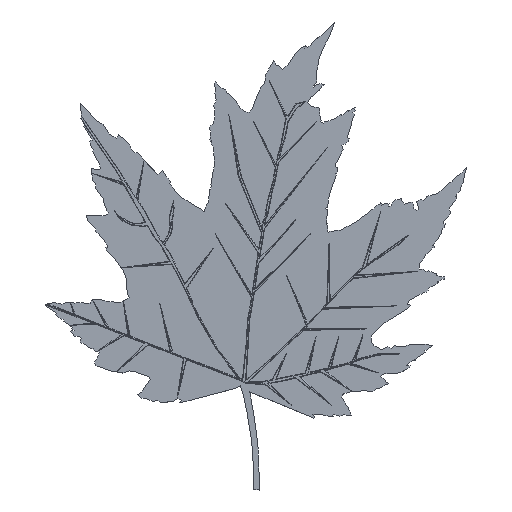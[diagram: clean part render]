
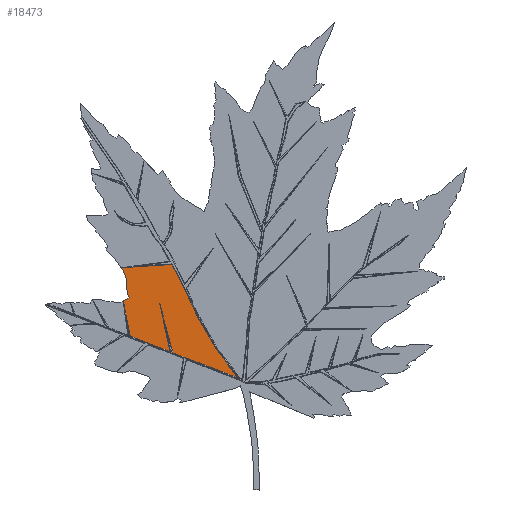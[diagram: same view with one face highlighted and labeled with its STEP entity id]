
A CAD part, top view. The second image highlights one B-rep face of the part: STEP entity #18473.
In plain terms, the highlighted planar face has unit normal (0, 0, 1).
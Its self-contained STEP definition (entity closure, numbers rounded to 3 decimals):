
#503=PLANE('',#19669);
#1481=FACE_OUTER_BOUND('',#2452,.T.);
#2452=EDGE_LOOP('',(#15822,#15823,#15824,#15825,#15826,#15827,#15828,#15829,
#15830,#15831,#15832,#15833,#15834,#15835,#15836,#15837,#15838));
#4765=LINE('',#28985,#7219);
#4767=LINE('',#28989,#7221);
#4769=LINE('',#28993,#7223);
#4771=LINE('',#28997,#7225);
#4773=LINE('',#29001,#7227);
#4775=LINE('',#29005,#7229);
#4777=LINE('',#29009,#7231);
#4779=LINE('',#29013,#7233);
#4781=LINE('',#29017,#7235);
#4783=LINE('',#29021,#7237);
#4920=LINE('',#29296,#7374);
#4921=LINE('',#29298,#7375);
#4922=LINE('',#29300,#7376);
#4923=LINE('',#29302,#7377);
#4924=LINE('',#29304,#7378);
#4925=LINE('',#29306,#7379);
#4926=LINE('',#29307,#7380);
#7219=VECTOR('',#23495,10.);
#7221=VECTOR('',#23499,10.);
#7223=VECTOR('',#23503,10.);
#7225=VECTOR('',#23507,10.);
#7227=VECTOR('',#23511,10.);
#7229=VECTOR('',#23515,10.);
#7231=VECTOR('',#23519,10.);
#7233=VECTOR('',#23523,10.);
#7235=VECTOR('',#23527,10.);
#7237=VECTOR('',#23531,10.);
#7374=VECTOR('',#23750,10.);
#7375=VECTOR('',#23751,10.);
#7376=VECTOR('',#23752,10.);
#7377=VECTOR('',#23753,10.);
#7378=VECTOR('',#23754,10.);
#7379=VECTOR('',#23755,10.);
#7380=VECTOR('',#23756,10.);
#9240=VERTEX_POINT('',#28979);
#9241=VERTEX_POINT('',#28983);
#9242=VERTEX_POINT('',#28987);
#9243=VERTEX_POINT('',#28991);
#9244=VERTEX_POINT('',#28995);
#9245=VERTEX_POINT('',#28999);
#9246=VERTEX_POINT('',#29003);
#9247=VERTEX_POINT('',#29007);
#9248=VERTEX_POINT('',#29011);
#9249=VERTEX_POINT('',#29015);
#9250=VERTEX_POINT('',#29019);
#9347=VERTEX_POINT('',#29295);
#9348=VERTEX_POINT('',#29297);
#9349=VERTEX_POINT('',#29299);
#9350=VERTEX_POINT('',#29301);
#9351=VERTEX_POINT('',#29303);
#9352=VERTEX_POINT('',#29305);
#11594=EDGE_CURVE('',#9240,#9241,#4765,.T.);
#11596=EDGE_CURVE('',#9241,#9242,#4767,.T.);
#11598=EDGE_CURVE('',#9242,#9243,#4769,.T.);
#11600=EDGE_CURVE('',#9243,#9244,#4771,.T.);
#11602=EDGE_CURVE('',#9244,#9245,#4773,.T.);
#11604=EDGE_CURVE('',#9245,#9246,#4775,.T.);
#11606=EDGE_CURVE('',#9246,#9247,#4777,.T.);
#11608=EDGE_CURVE('',#9247,#9248,#4779,.T.);
#11610=EDGE_CURVE('',#9248,#9249,#4781,.T.);
#11612=EDGE_CURVE('',#9249,#9250,#4783,.T.);
#11749=EDGE_CURVE('',#9250,#9347,#4920,.T.);
#11750=EDGE_CURVE('',#9347,#9348,#4921,.T.);
#11751=EDGE_CURVE('',#9348,#9349,#4922,.T.);
#11752=EDGE_CURVE('',#9349,#9350,#4923,.T.);
#11753=EDGE_CURVE('',#9350,#9351,#4924,.T.);
#11754=EDGE_CURVE('',#9351,#9352,#4925,.T.);
#11755=EDGE_CURVE('',#9352,#9240,#4926,.T.);
#15822=ORIENTED_EDGE('',*,*,#11612,.T.);
#15823=ORIENTED_EDGE('',*,*,#11749,.T.);
#15824=ORIENTED_EDGE('',*,*,#11750,.T.);
#15825=ORIENTED_EDGE('',*,*,#11751,.T.);
#15826=ORIENTED_EDGE('',*,*,#11752,.T.);
#15827=ORIENTED_EDGE('',*,*,#11753,.T.);
#15828=ORIENTED_EDGE('',*,*,#11754,.T.);
#15829=ORIENTED_EDGE('',*,*,#11755,.T.);
#15830=ORIENTED_EDGE('',*,*,#11594,.T.);
#15831=ORIENTED_EDGE('',*,*,#11596,.T.);
#15832=ORIENTED_EDGE('',*,*,#11598,.T.);
#15833=ORIENTED_EDGE('',*,*,#11600,.T.);
#15834=ORIENTED_EDGE('',*,*,#11602,.T.);
#15835=ORIENTED_EDGE('',*,*,#11604,.T.);
#15836=ORIENTED_EDGE('',*,*,#11606,.T.);
#15837=ORIENTED_EDGE('',*,*,#11608,.T.);
#15838=ORIENTED_EDGE('',*,*,#11610,.T.);
#18473=ADVANCED_FACE('',(#1481),#503,.T.);
#19669=AXIS2_PLACEMENT_3D('',#29294,#23748,#23749);
#23495=DIRECTION('',(0.2,-0.98,0.));
#23499=DIRECTION('',(0.932,-0.363,0.));
#23503=DIRECTION('',(-0.207,0.978,0.));
#23507=DIRECTION('',(0.257,-0.966,0.));
#23511=DIRECTION('',(0.932,-0.363,0.));
#23515=DIRECTION('',(-0.606,0.796,0.));
#23519=DIRECTION('',(-0.498,0.867,0.));
#23523=DIRECTION('',(-0.429,0.903,0.));
#23527=DIRECTION('',(-0.498,0.867,0.));
#23531=DIRECTION('',(-0.998,-0.064,0.));
#23748=DIRECTION('center_axis',(0.,0.,1.));
#23749=DIRECTION('ref_axis',(1.,0.,0.));
#23750=DIRECTION('',(0.596,-0.803,0.));
#23751=DIRECTION('',(0.348,-0.938,0.));
#23752=DIRECTION('',(0.,-1.,0.));
#23753=DIRECTION('',(0.064,-0.998,0.));
#23754=DIRECTION('',(0.348,-0.938,0.));
#23755=DIRECTION('',(-0.803,-0.596,0.));
#23756=DIRECTION('',(-0.886,-0.463,0.));
#28979=CARTESIAN_POINT('',(50.424,16.969,3.));
#28983=CARTESIAN_POINT('',(51.108,13.614,3.));
#28985=CARTESIAN_POINT('',(50.599,16.113,3.));
#28987=CARTESIAN_POINT('',(54.883,12.142,3.));
#28989=CARTESIAN_POINT('',(56.903,11.354,3.));
#28991=CARTESIAN_POINT('',(53.92,16.707,3.));
#28993=CARTESIAN_POINT('',(53.655,17.961,3.));
#28995=CARTESIAN_POINT('',(55.162,12.033,3.));
#28997=CARTESIAN_POINT('',(54.278,15.359,3.));
#28999=CARTESIAN_POINT('',(61.4,9.6,3.));
#29001=CARTESIAN_POINT('',(60.162,10.083,3.));
#29003=CARTESIAN_POINT('',(59.262,12.408,3.));
#29005=CARTESIAN_POINT('',(57.832,14.288,3.));
#29007=CARTESIAN_POINT('',(57.6,15.3,3.));
#29009=CARTESIAN_POINT('',(56.994,16.354,3.));
#29011=CARTESIAN_POINT('',(55.7,19.3,3.));
#29013=CARTESIAN_POINT('',(56.,18.668,3.));
#29015=CARTESIAN_POINT('',(55.039,20.45,3.));
#29017=CARTESIAN_POINT('',(55.864,19.015,3.));
#29019=CARTESIAN_POINT('',(50.234,20.143,3.));
#29021=CARTESIAN_POINT('',(56.674,20.555,3.));
#29294=CARTESIAN_POINT('Origin',(63.095,21.264,3.));
#29295=CARTESIAN_POINT('',(50.415,19.899,3.));
#29296=CARTESIAN_POINT('',(49.45,21.2,3.));
#29297=CARTESIAN_POINT('',(50.749,18.999,3.));
#29298=CARTESIAN_POINT('',(50.415,19.899,3.));
#29299=CARTESIAN_POINT('',(50.749,18.6,3.));
#29300=CARTESIAN_POINT('',(50.749,18.999,3.));
#29301=CARTESIAN_POINT('',(50.8,17.8,3.));
#29302=CARTESIAN_POINT('',(50.749,18.6,3.));
#29303=CARTESIAN_POINT('',(50.981,17.311,3.));
#29304=CARTESIAN_POINT('',(50.8,17.8,3.));
#29305=CARTESIAN_POINT('',(50.749,17.139,3.));
#29306=CARTESIAN_POINT('',(50.981,17.311,3.));
#29307=CARTESIAN_POINT('',(50.749,17.139,3.));
